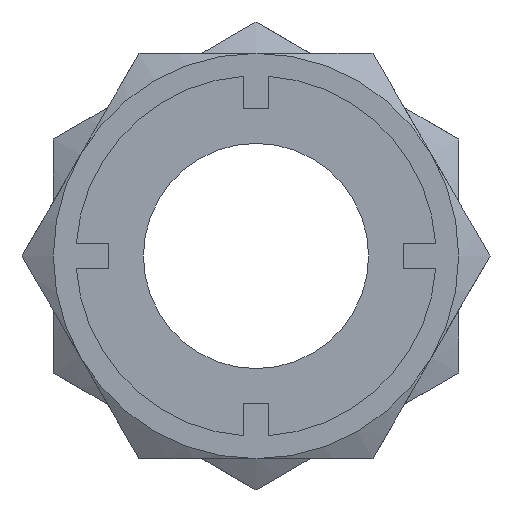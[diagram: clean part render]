
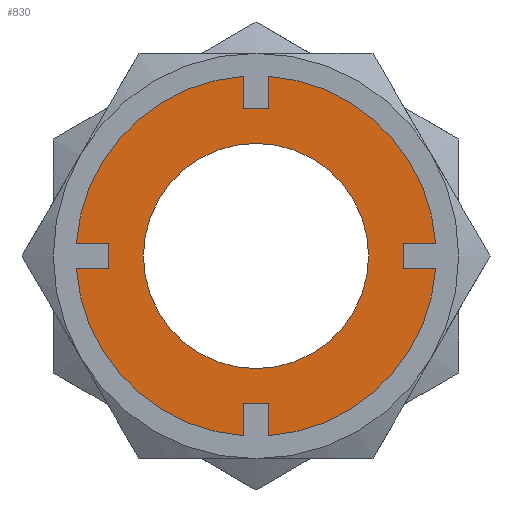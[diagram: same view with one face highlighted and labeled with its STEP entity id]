
A CAD part, left-side view. The second image highlights one B-rep face of the part: STEP entity #830.
In plain terms, the highlighted planar face has unit normal (-1, 0, 0).
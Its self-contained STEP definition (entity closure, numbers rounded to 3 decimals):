
#344=EDGE_CURVE('',#360,#378,#956,.T.);
#350=VERTEX_POINT('',#962);
#360=VERTEX_POINT('',#974);
#378=VERTEX_POINT('',#993);
#394=EDGE_CURVE('',#438,#406,#1010,.T.);
#406=VERTEX_POINT('',#1023);
#438=VERTEX_POINT('',#1061);
#454=EDGE_CURVE('',#530,#498,#1081,.T.);
#478=EDGE_CURVE('',#498,#510,#1109,.T.);
#498=VERTEX_POINT('',#1132);
#510=VERTEX_POINT('',#1146);
#518=EDGE_CURVE('',#558,#530,#1154,.T.);
#530=VERTEX_POINT('',#1168);
#558=VERTEX_POINT('',#1197);
#574=EDGE_CURVE('',#678,#622,#1214,.T.);
#588=EDGE_CURVE('',#406,#360,#1232,.T.);
#594=VERTEX_POINT('',#1238);
#614=EDGE_CURVE('',#622,#646,#1258,.T.);
#622=VERTEX_POINT('',#1267);
#646=VERTEX_POINT('',#1292);
#654=EDGE_CURVE('',#708,#678,#1301,.T.);
#678=VERTEX_POINT('',#1328);
#708=VERTEX_POINT('',#1358);
#728=EDGE_CURVE('',#840,#768,#1380,.T.);
#760=EDGE_CURVE('',#768,#812,#1416,.T.);
#768=VERTEX_POINT('',#1425);
#788=EDGE_CURVE('',#594,#350,#1447,.T.);
#812=VERTEX_POINT('',#1475);
#814=EDGE_CURVE('',#876,#510,#1477,.T.);
#822=EDGE_CURVE('',#876,#840,#1485,.T.);
#828=EDGE_CURVE('',#438,#812,#1492,.T.);
#830=ADVANCED_FACE('',(#1494,#1495),#1496,.T.);
#840=VERTEX_POINT('',#1507);
#858=EDGE_CURVE('',#708,#378,#1526,.T.);
#874=EDGE_CURVE('',#558,#646,#1546,.T.);
#876=VERTEX_POINT('',#1548);
#878=EDGE_CURVE('',#350,#594,#1550,.T.);
#956=LINE('',#1646,#1647);
#962=CARTESIAN_POINT('',(-15.0,0.,-7.5));
#974=CARTESIAN_POINT('',(-15.0,0.85,9.8));
#993=CARTESIAN_POINT('',(-15.0,0.85,11.97));
#1010=LINE('',#1761,#1762);
#1023=CARTESIAN_POINT('',(-15.0,-0.85,9.8));
#1061=CARTESIAN_POINT('',(-15.0,-0.85,11.97));
#1081=LINE('',#1882,#1883);
#1109=LINE('',#1936,#1937);
#1132=CARTESIAN_POINT('',(-15.0,-0.85,-9.8));
#1146=CARTESIAN_POINT('',(-15.0,-0.85,-11.97));
#1154=LINE('',#2030,#2031);
#1168=CARTESIAN_POINT('',(-15.0,0.85,-9.8));
#1197=CARTESIAN_POINT('',(-15.0,0.85,-11.97));
#1214=LINE('',#2182,#2183);
#1232=LINE('',#2202,#2203);
#1238=CARTESIAN_POINT('',(-15.0,0.,7.5));
#1258=LINE('',#2259,#2260);
#1267=CARTESIAN_POINT('',(-15.0,9.8,-0.85));
#1292=CARTESIAN_POINT('',(-15.0,11.97,-0.85));
#1301=LINE('',#2360,#2361);
#1328=CARTESIAN_POINT('',(-15.0,9.8,0.85));
#1358=CARTESIAN_POINT('',(-15.0,11.97,0.85));
#1380=LINE('',#2508,#2509);
#1416=LINE('',#2576,#2577);
#1425=CARTESIAN_POINT('',(-15.0,-9.8,0.85));
#1447=CIRCLE('',#2635,7.5);
#1475=CARTESIAN_POINT('',(-15.0,-11.97,0.85));
#1477=CIRCLE('',#2678,12.0);
#1485=LINE('',#2688,#2689);
#1492=CIRCLE('',#2699,12.0);
#1494=FACE_BOUND('',#2701,.T.);
#1495=FACE_OUTER_BOUND('',#2702,.T.);
#1496=PLANE('',#2703);
#1507=CARTESIAN_POINT('',(-15.0,-9.8,-0.85));
#1526=CIRCLE('',#2765,12.0);
#1546=CIRCLE('',#2798,12.0);
#1548=CARTESIAN_POINT('',(-15.0,-11.97,-0.85));
#1550=CIRCLE('',#2803,7.5);
#1646=CARTESIAN_POINT('',(-15.0,0.85,10.875));
#1647=VECTOR('',#2913,1.0);
#1761=CARTESIAN_POINT('',(-15.0,-0.85,9.775));
#1762=VECTOR('',#2961,1.0);
#1882=CARTESIAN_POINT('',(-15.0,-0.425,-9.8));
#1883=VECTOR('',#3059,1.0);
#1936=CARTESIAN_POINT('',(-15.0,-0.85,-1.125));
#1937=VECTOR('',#3095,1.0);
#2030=CARTESIAN_POINT('',(-15.0,0.85,-0.025));
#2031=VECTOR('',#3147,1.0);
#2182=CARTESIAN_POINT('',(-15.0,9.8,4.45));
#2183=VECTOR('',#3183,1.0);
#2202=CARTESIAN_POINT('',(-15.0,0.425,9.8));
#2203=VECTOR('',#3222,1.0);
#2259=CARTESIAN_POINT('',(-15.0,6.,-0.85));
#2260=VECTOR('',#3235,1.0);
#2360=CARTESIAN_POINT('',(-15.0,4.9,0.85));
#2361=VECTOR('',#3266,1.0);
#2508=CARTESIAN_POINT('',(-15.0,-9.8,5.3));
#2509=VECTOR('',#3331,1.0);
#2576=CARTESIAN_POINT('',(-15.0,-6.,0.85));
#2577=VECTOR('',#3370,1.0);
#2635=AXIS2_PLACEMENT_3D('',#3398,#3399,#3400);
#2678=AXIS2_PLACEMENT_3D('',#3448,#3449,#3450);
#2688=CARTESIAN_POINT('',(-15.0,-4.9,-0.85));
#2689=VECTOR('',#3454,1.0);
#2699=AXIS2_PLACEMENT_3D('',#3466,#3467,#3468);
#2701=EDGE_LOOP('',(#3470,#3471));
#2702=EDGE_LOOP('',(#3472,#3473,#3474,#3475,#3476,#3477,#3478,#3479,#3480,#3481,#3482,#3483,#3484,#3485,#3486,#3487));
#2703=AXIS2_PLACEMENT_3D('',#3488,#3489,#3490);
#2765=AXIS2_PLACEMENT_3D('',#3520,#3521,#3522);
#2798=AXIS2_PLACEMENT_3D('',#3555,#3556,#3557);
#2803=AXIS2_PLACEMENT_3D('',#3558,#3559,#3560);
#2913=DIRECTION('',(0.0,0.0,1.0));
#2961=DIRECTION('',(0.0,0.0,-1.0));
#3059=DIRECTION('',(0.0,-1.0,0.0));
#3095=DIRECTION('',(0.0,0.0,-1.0));
#3147=DIRECTION('',(0.0,0.0,1.0));
#3183=DIRECTION('',(0.0,0.0,-1.0));
#3222=DIRECTION('',(0.0,1.0,0.0));
#3235=DIRECTION('',(0.0,1.0,0.0));
#3266=DIRECTION('',(0.0,-1.0,0.0));
#3331=DIRECTION('',(0.0,0.0,1.0));
#3370=DIRECTION('',(0.0,-1.0,0.0));
#3398=CARTESIAN_POINT('',(-15.0,0.,0.));
#3399=DIRECTION('',(1.0,0.0,-0.0));
#3400=DIRECTION('',(0.0,0.,1.0));
#3448=CARTESIAN_POINT('',(-15.0,0.,0.));
#3449=DIRECTION('',(1.0,0.0,-0.0));
#3450=DIRECTION('',(0.0,0.,1.0));
#3454=DIRECTION('',(0.0,1.0,0.0));
#3466=CARTESIAN_POINT('',(-15.0,0.,0.));
#3467=DIRECTION('',(1.0,0.0,-0.0));
#3468=DIRECTION('',(0.0,0.,1.0));
#3470=ORIENTED_EDGE('',*,*,#788,.T.);
#3471=ORIENTED_EDGE('',*,*,#878,.T.);
#3472=ORIENTED_EDGE('',*,*,#822,.T.);
#3473=ORIENTED_EDGE('',*,*,#728,.T.);
#3474=ORIENTED_EDGE('',*,*,#760,.T.);
#3475=ORIENTED_EDGE('',*,*,#828,.F.);
#3476=ORIENTED_EDGE('',*,*,#394,.T.);
#3477=ORIENTED_EDGE('',*,*,#588,.T.);
#3478=ORIENTED_EDGE('',*,*,#344,.T.);
#3479=ORIENTED_EDGE('',*,*,#858,.F.);
#3480=ORIENTED_EDGE('',*,*,#654,.T.);
#3481=ORIENTED_EDGE('',*,*,#574,.T.);
#3482=ORIENTED_EDGE('',*,*,#614,.T.);
#3483=ORIENTED_EDGE('',*,*,#874,.F.);
#3484=ORIENTED_EDGE('',*,*,#518,.T.);
#3485=ORIENTED_EDGE('',*,*,#454,.T.);
#3486=ORIENTED_EDGE('',*,*,#478,.T.);
#3487=ORIENTED_EDGE('',*,*,#814,.F.);
#3488=CARTESIAN_POINT('',(-15.0,0.,9.75));
#3489=DIRECTION('',(-1.0,-0.0,0.0));
#3490=DIRECTION('',(0.0,0.,-1.0));
#3520=CARTESIAN_POINT('',(-15.0,0.,0.));
#3521=DIRECTION('',(1.0,0.0,-0.0));
#3522=DIRECTION('',(0.0,0.,1.0));
#3555=CARTESIAN_POINT('',(-15.0,0.,0.));
#3556=DIRECTION('',(1.0,0.0,-0.0));
#3557=DIRECTION('',(0.0,0.,1.0));
#3558=CARTESIAN_POINT('',(-15.0,0.,0.));
#3559=DIRECTION('',(1.0,0.0,-0.0));
#3560=DIRECTION('',(0.0,0.,1.0));
